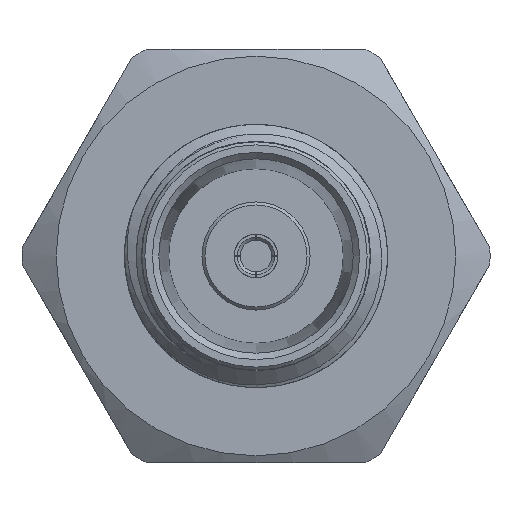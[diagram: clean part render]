
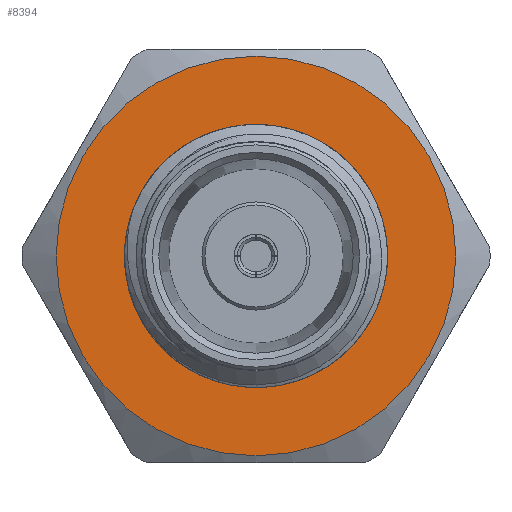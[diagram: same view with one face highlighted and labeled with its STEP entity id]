
A CAD part, left-side view. The second image highlights one B-rep face of the part: STEP entity #8394.
In plain terms, the highlighted planar face has unit normal (-1, 0, 0).
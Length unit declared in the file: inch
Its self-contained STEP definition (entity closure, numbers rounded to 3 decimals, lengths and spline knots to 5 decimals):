
#146 = PLANE ( 'NONE',  #215 ) ;
#215 = AXIS2_PLACEMENT_3D ( 'NONE', #11664, #6818, #3466 ) ;
#2452 = EDGE_CURVE ( 'NONE', #21224, #21224, #18680, .T. ) ;
#2795 = FACE_BOUND ( 'NONE', #13453, .T. ) ;
#3466 = DIRECTION ( 'NONE',  ( 0., 0., 1. ) ) ;
#4021 = DIRECTION ( 'NONE',  ( 0., 0., 1. ) ) ;
#6003 = ORIENTED_EDGE ( 'NONE', *, *, #2452, .F. ) ;
#6333 = AXIS2_PLACEMENT_3D ( 'NONE', #10621, #7234, #4021 ) ;
#6421 = VERTEX_POINT ( 'NONE', #13494 ) ;
#6818 = DIRECTION ( 'NONE',  ( -1., 0., 0. ) ) ;
#6827 = ORIENTED_EDGE ( 'NONE', *, *, #20938, .T. ) ;
#7116 = CARTESIAN_POINT ( 'NONE',  ( 0.42322, 0., -0.33269 ) ) ;
#7234 = DIRECTION ( 'NONE',  ( 1., 0., 0. ) ) ;
#8394 = ADVANCED_FACE ( 'NONE', ( #2795, #20450 ), #146, .T. ) ;
#10621 = CARTESIAN_POINT ( 'NONE',  ( 0.42322, 0., 0. ) ) ;
#11664 = CARTESIAN_POINT ( 'NONE',  ( 0.42322, 0., 0. ) ) ;
#13453 = EDGE_LOOP ( 'NONE', ( #6827 ) ) ;
#13494 = CARTESIAN_POINT ( 'NONE',  ( 0.42322, 0., 0.19 ) ) ;
#15641 = EDGE_LOOP ( 'NONE', ( #6003 ) ) ;
#16351 = CARTESIAN_POINT ( 'NONE',  ( 0.42322, 0., 0. ) ) ;
#16853 = DIRECTION ( 'NONE',  ( 1., 0., 0. ) ) ;
#18366 = CIRCLE ( 'NONE', #6333, 0.19 ) ;
#18680 = CIRCLE ( 'NONE', #20811, 0.33269 ) ;
#20450 = FACE_OUTER_BOUND ( 'NONE', #15641, .T. ) ;
#20811 = AXIS2_PLACEMENT_3D ( 'NONE', #16351, #16853, #21236 ) ;
#20938 = EDGE_CURVE ( 'NONE', #6421, #6421, #18366, .T. ) ;
#21224 = VERTEX_POINT ( 'NONE', #7116 ) ;
#21236 = DIRECTION ( 'NONE',  ( 0., 0., -1. ) ) ;
